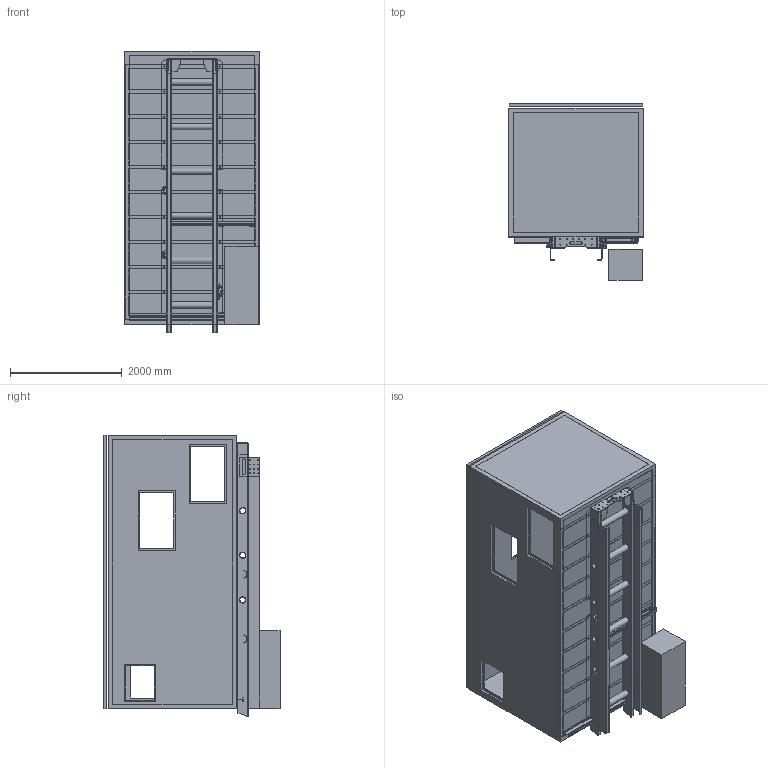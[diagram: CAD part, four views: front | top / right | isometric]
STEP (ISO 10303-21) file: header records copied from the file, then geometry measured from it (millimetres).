
FILE_DESCRIPTION(/* description */ (''),/* implementation_level */ '2;1');
FILE_NAME(/* name */ 'Osterath_Habitat_1225 AF.step',/* time_stamp */ '2026-01-19T11:11:51-05:00',/* author */ (''),/* organization */ (''),/* preprocessor_version */ 'ST-DEVELOPER v20.1',/* originating_system */ 'Autodesk Translation Framework v14.21.0.0',/* authorisation */ '');
FILE_SCHEMA (('AUTOMOTIVE_DESIGN { 1 0 10303 214 3 1 1 }'));
Length unit declared in the file: millimetre
Products named in the file (31): 3654368_Zusammenbau MB 1225 AF; 3654367_Zwischenrahmen auf MB 1225 AF; Wohnkabine Rishi; 801366_Rahmenböckchen; 801934_Längsträger; 801936_Befestigungsplatte; 801937_Befestigungsplatte; 801938_Flanschplatte; 801939A_Flanschplatte; 801742_Stegblech; 2512178_Dummy_Chassisende; 3654340_Bock für Seitenführung hoch Mercedes n
eu; 801776_Platte Seitenführung; 801777_Winkel Seitenführung; 802005_Kunststoffplatte Seitenführung; 801780_Kunststoffplatte Seitenführung; 801778_Winkel Seitenführung; 801781_Kunststoffplatte Längsführung; 801992_Verstärkungsblech; 3654386 Terrassentraverse; 801867_Doppel T-Träger; 801994_Stegblech; 801999_Lagerbolzen; 801865_Rillenkugellager W6205 2RS1; 801866_Kunststoffrolle; 802000_Deckblech; 801635_Rundrohr; 801635_Rundrohr_1; 801998_Verstärkungswinkel; 801867_Doppel T-Träger_1; 2512178R_Kunststoffeinheit Beifahrerseite
Assembly tree (50 placements, depth 4):
  3654368_Zusammenbau MB 1225 AF
    3654367_Zwischenrahmen auf MB 1225 AF
      Wohnkabine Rishi
      801366_Rahmenböckchen  x2
      801934_Längsträger  x2
      801936_Befestigungsplatte  x2
      801937_Befestigungsplatte  x2
      801938_Flanschplatte  x2
      801939A_Flanschplatte
      801742_Stegblech  x2
      2512178_Dummy_Chassisende  x2
      3654340_Bock für Seitenführung hoch Mercedes n
eu
        801776_Platte Seitenführung
        801777_Winkel Seitenführung
      801780_Kunststoffplatte Seitenführung  x2
      802005_Kunststoffplatte Seitenführung
      801778_Winkel Seitenführung
      801781_Kunststoffplatte Längsführung  x2
      801992_Verstärkungsblech  x2
      3654386 Terrassentraverse  x2
        801867_Doppel T-Träger
        801994_Stegblech
        801999_Lagerbolzen
        801865_Rillenkugellager W6205 2RS1
        801866_Kunststoffrolle
        802000_Deckblech
      801635_Rundrohr_1  x3
      801635_Rundrohr  x3
      801998_Verstärkungswinkel  x2
      801867_Doppel T-Träger_1
    2512178R_Kunststoffeinheit Beifahrerseite
Bounding box: 2404 x 3158 x 5047 mm (x, y, z)
Volume: 3784465053.5 mm3; surface area: 147372093.2 mm2
Topology: 61 solids, 61 shells, 1416 faces, 3570 edges, 2296 vertices
Faces by surface type: plane 860, cylinder 496, torus 48, bspline 12
Full cylindrical faces by diameter (mm): 7 x24, 9 x16, 12 x4, 14 x22, 17 x22, 18 x4, 23.2 x4, 25 x12, 33 x12, 34 x8, 42 x8, 47 x4, 52 x12, 56.2 x4, 60 x4, 75 x4, 98.3 x6, 114.3 x6, 116 x24
Entity records: 30266 total; most frequent: CARTESIAN_POINT 5194, DIRECTION 5077, ORIENTED_EDGE 4898, EDGE_CURVE 2449, LINE 1787, VECTOR 1787, AXIS2_PLACEMENT_3D 1645, VERTEX_POINT 1580
